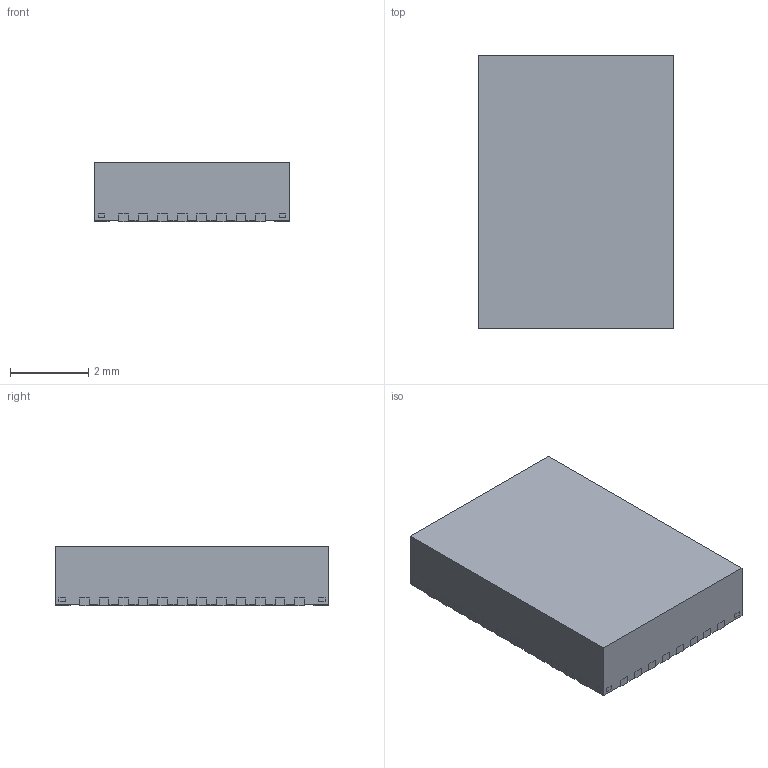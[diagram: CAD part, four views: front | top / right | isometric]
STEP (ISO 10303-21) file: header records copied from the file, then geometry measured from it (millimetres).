
FILE_DESCRIPTION((''),'2;1');
FILE_NAME('RVF0040A_ASM','2016-09-29T',('a0412025'),(''),'CREO PARAMETRIC BY PTC INC, 2016050','CREO PARAMETRIC BY PTC INC, 2016050','');
FILE_SCHEMA(('AUTOMOTIVE_DESIGN { 1 0 10303 214 1 1 1 1 }'));
Length unit declared in the file: millimetre
Products named in the file (4): BODY-QFN; FRAME-RVF0040A; PIN1-ID; RVF0040A_ASM
Assembly tree (3 placements, depth 2):
  RVF0040A_ASM
    BODY-QFN
    FRAME-RVF0040A
    PIN1-ID
Bounding box: 5 x 7 x 1.52 mm (x, y, z)
Volume: 52.9 mm3; surface area: 185.3 mm2
Topology: 46 solids, 46 shells, 517 faces, 1266 edges, 844 vertices
Faces by surface type: plane 421, cylinder 96
Entity records: 19868 total; most frequent: CARTESIAN_POINT 2641, ORIENTED_EDGE 2532, DIRECTION 2506, PRESENTATION_STYLE_ASSIGNMENT 1353, STYLED_ITEM 1312, CURVE_STYLE 1266, EDGE_CURVE 1266, VECTOR 1074
